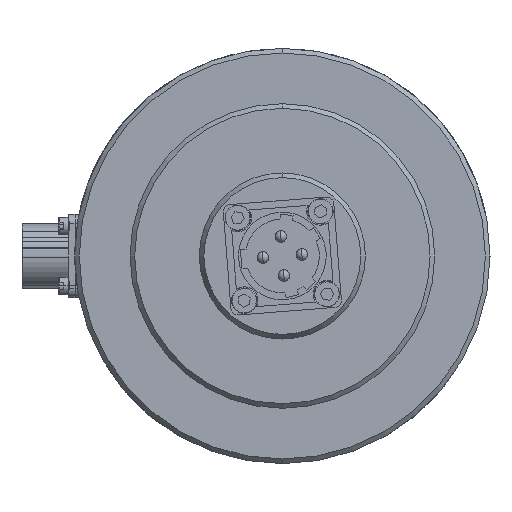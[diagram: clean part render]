
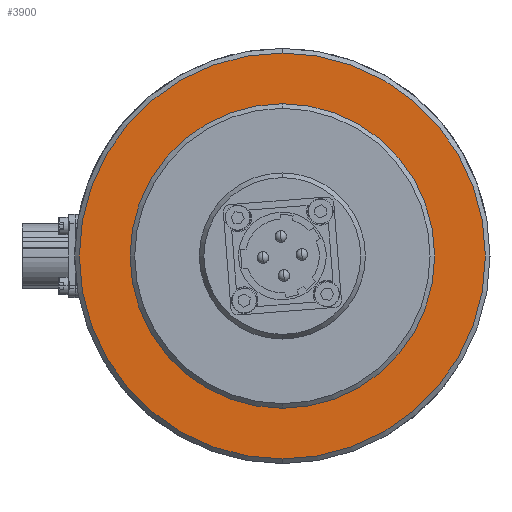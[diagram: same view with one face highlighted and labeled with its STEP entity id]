
A CAD part, left-side view. The second image highlights one B-rep face of the part: STEP entity #3900.
In plain terms, the highlighted planar face has unit normal (-1, 0, 0).
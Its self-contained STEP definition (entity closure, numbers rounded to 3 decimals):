
#57 = CARTESIAN_POINT ( 'NONE',  ( 66.495, 32.5, 0. ) ) ;
#1047 = CIRCLE ( 'NONE', #7991, 44. ) ;
#1064 = DIRECTION ( 'NONE',  ( -1., 0., 0. ) ) ;
#1203 = AXIS2_PLACEMENT_3D ( 'NONE', #57, #13560, #4557 ) ;
#1528 = CIRCLE ( 'NONE', #5235, 32.5 ) ;
#1740 = ORIENTED_EDGE ( 'NONE', *, *, #2875, .T. ) ;
#2157 = DIRECTION ( 'NONE',  ( -1., 0., 0. ) ) ;
#2529 = CARTESIAN_POINT ( 'NONE',  ( 66.495, 0., 0. ) ) ;
#2875 = EDGE_CURVE ( 'NONE', #12715, #9951, #6717, .T. ) ;
#3239 = FACE_BOUND ( 'NONE', #4498, .T. ) ;
#3900 = ADVANCED_FACE ( 'NONE', ( #3239, #15251 ), #4518, .F. ) ;
#4030 = DIRECTION ( 'NONE',  ( 0., 0., -1. ) ) ;
#4498 = EDGE_LOOP ( 'NONE', ( #1740, #11177 ) ) ;
#4518 = PLANE ( 'NONE',  #1203 ) ;
#4539 = CARTESIAN_POINT ( 'NONE',  ( 66.495, 0., -32.5 ) ) ;
#4557 = DIRECTION ( 'NONE',  ( 0., 0., -1. ) ) ;
#4853 = CARTESIAN_POINT ( 'NONE',  ( 66.495, 0., 0. ) ) ;
#4998 = AXIS2_PLACEMENT_3D ( 'NONE', #10026, #1064, #11521 ) ;
#5235 = AXIS2_PLACEMENT_3D ( 'NONE', #4853, #15390, #6373 ) ;
#6159 = EDGE_CURVE ( 'NONE', #9951, #12715, #1528, .T. ) ;
#6373 = DIRECTION ( 'NONE',  ( 0., 0., -1. ) ) ;
#6717 = CIRCLE ( 'NONE', #13749, 32.5 ) ;
#7245 = EDGE_CURVE ( 'NONE', #11661, #10389, #1047, .T. ) ;
#7991 = AXIS2_PLACEMENT_3D ( 'NONE', #11135, #2157, #12650 ) ;
#8003 = ORIENTED_EDGE ( 'NONE', *, *, #7245, .T. ) ;
#9593 = CARTESIAN_POINT ( 'NONE',  ( 66.495, 0., 44. ) ) ;
#9709 = CIRCLE ( 'NONE', #4998, 44. ) ;
#9951 = VERTEX_POINT ( 'NONE', #4539 ) ;
#10026 = CARTESIAN_POINT ( 'NONE',  ( 66.495, 0., 0. ) ) ;
#10236 = CARTESIAN_POINT ( 'NONE',  ( 66.495, 0., -44. ) ) ;
#10389 = VERTEX_POINT ( 'NONE', #10236 ) ;
#10787 = EDGE_CURVE ( 'NONE', #10389, #11661, #9709, .T. ) ;
#11135 = CARTESIAN_POINT ( 'NONE',  ( 66.495, 0., 0. ) ) ;
#11177 = ORIENTED_EDGE ( 'NONE', *, *, #6159, .T. ) ;
#11521 = DIRECTION ( 'NONE',  ( 0., 0., 1. ) ) ;
#11661 = VERTEX_POINT ( 'NONE', #9593 ) ;
#11732 = ORIENTED_EDGE ( 'NONE', *, *, #10787, .T. ) ;
#12650 = DIRECTION ( 'NONE',  ( 0., 0., 1. ) ) ;
#12715 = VERTEX_POINT ( 'NONE', #17170 ) ;
#13023 = DIRECTION ( 'NONE',  ( 1., 0., 0. ) ) ;
#13560 = DIRECTION ( 'NONE',  ( 1., 0., 0. ) ) ;
#13749 = AXIS2_PLACEMENT_3D ( 'NONE', #2529, #13023, #4030 ) ;
#15251 = FACE_OUTER_BOUND ( 'NONE', #15790, .T. ) ;
#15390 = DIRECTION ( 'NONE',  ( 1., 0., 0. ) ) ;
#15790 = EDGE_LOOP ( 'NONE', ( #11732, #8003 ) ) ;
#17170 = CARTESIAN_POINT ( 'NONE',  ( 66.495, 0., 32.5 ) ) ;
